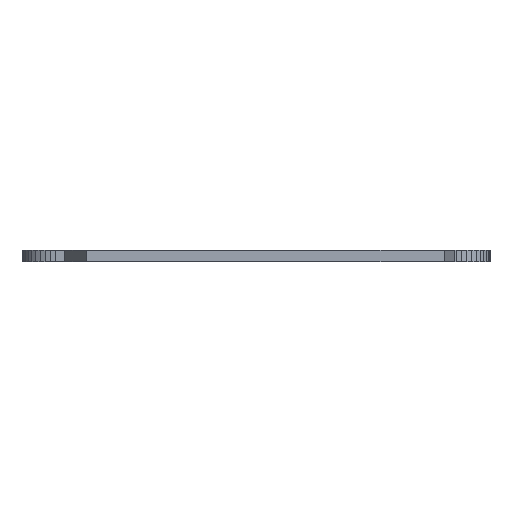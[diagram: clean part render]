
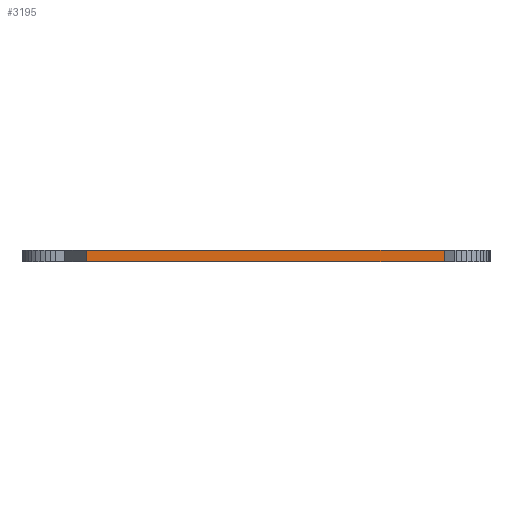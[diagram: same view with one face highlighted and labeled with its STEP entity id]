
A CAD part, left-side view. The second image highlights one B-rep face of the part: STEP entity #3195.
In plain terms, the highlighted planar face has unit normal (-1, 0, 0).
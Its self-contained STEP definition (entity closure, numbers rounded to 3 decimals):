
#90 = PLANE('',#91);
#91 = AXIS2_PLACEMENT_3D('',#92,#93,#94);
#92 = CARTESIAN_POINT('',(0.349,-0.089,0.55));
#93 = DIRECTION('',(-0.,-0.,-1.));
#94 = DIRECTION('',(-1.,0.,0.));
#144 = PLANE('',#145);
#145 = AXIS2_PLACEMENT_3D('',#146,#147,#148);
#146 = CARTESIAN_POINT('',(0.349,-0.089,0.));
#147 = DIRECTION('',(-0.,-0.,-1.));
#148 = DIRECTION('',(-1.,0.,0.));
#3087 = PLANE('',#3088);
#3088 = AXIS2_PLACEMENT_3D('',#3089,#3090,#3091);
#3089 = CARTESIAN_POINT('',(-64.603,-8.678,0.));
#3090 = DIRECTION('',(0.,-1.,0.));
#3091 = DIRECTION('',(-1.,0.,0.));
#3125 = VERTEX_POINT('',#3126);
#3126 = CARTESIAN_POINT('',(-74.783,-8.678,0.55));
#3147 = EDGE_CURVE('',#3148,#3125,#3150,.T.);
#3148 = VERTEX_POINT('',#3149);
#3149 = CARTESIAN_POINT('',(-74.783,-8.678,0.));
#3150 = SURFACE_CURVE('',#3151,(#3155,#3162),.PCURVE_S1.);
#3151 = LINE('',#3152,#3153);
#3152 = CARTESIAN_POINT('',(-74.783,-8.678,0.));
#3153 = VECTOR('',#3154,1.);
#3154 = DIRECTION('',(0.,0.,1.));
#3155 = PCURVE('',#3087,#3156);
#3156 = DEFINITIONAL_REPRESENTATION('',(#3157),#3161);
#3157 = LINE('',#3158,#3159);
#3158 = CARTESIAN_POINT('',(10.18,0.));
#3159 = VECTOR('',#3160,1.);
#3160 = DIRECTION('',(0.,-1.));
#3161 = ( GEOMETRIC_REPRESENTATION_CONTEXT(2) 
PARAMETRIC_REPRESENTATION_CONTEXT() REPRESENTATION_CONTEXT('2D SPACE',''
  ) );
#3162 = PCURVE('',#3163,#3168);
#3163 = PLANE('',#3164);
#3164 = AXIS2_PLACEMENT_3D('',#3165,#3166,#3167);
#3165 = CARTESIAN_POINT('',(-74.783,-8.678,0.));
#3166 = DIRECTION('',(-1.,0.,0.));
#3167 = DIRECTION('',(0.,1.,0.));
#3168 = DEFINITIONAL_REPRESENTATION('',(#3169),#3173);
#3169 = LINE('',#3170,#3171);
#3170 = CARTESIAN_POINT('',(0.,0.));
#3171 = VECTOR('',#3172,1.);
#3172 = DIRECTION('',(0.,-1.));
#3173 = ( GEOMETRIC_REPRESENTATION_CONTEXT(2) 
PARAMETRIC_REPRESENTATION_CONTEXT() REPRESENTATION_CONTEXT('2D SPACE',''
  ) );
#3195 = ADVANCED_FACE('',(#3196),#3163,.T.);
#3196 = FACE_BOUND('',#3197,.T.);
#3197 = EDGE_LOOP('',(#3198,#3199,#3222,#3250));
#3198 = ORIENTED_EDGE('',*,*,#3147,.T.);
#3199 = ORIENTED_EDGE('',*,*,#3200,.T.);
#3200 = EDGE_CURVE('',#3125,#3201,#3203,.T.);
#3201 = VERTEX_POINT('',#3202);
#3202 = CARTESIAN_POINT('',(-74.783,7.822,0.55));
#3203 = SURFACE_CURVE('',#3204,(#3208,#3215),.PCURVE_S1.);
#3204 = LINE('',#3205,#3206);
#3205 = CARTESIAN_POINT('',(-74.783,-8.678,0.55));
#3206 = VECTOR('',#3207,1.);
#3207 = DIRECTION('',(0.,1.,0.));
#3208 = PCURVE('',#3163,#3209);
#3209 = DEFINITIONAL_REPRESENTATION('',(#3210),#3214);
#3210 = LINE('',#3211,#3212);
#3211 = CARTESIAN_POINT('',(0.,-0.55));
#3212 = VECTOR('',#3213,1.);
#3213 = DIRECTION('',(1.,0.));
#3214 = ( GEOMETRIC_REPRESENTATION_CONTEXT(2) 
PARAMETRIC_REPRESENTATION_CONTEXT() REPRESENTATION_CONTEXT('2D SPACE',''
  ) );
#3215 = PCURVE('',#90,#3216);
#3216 = DEFINITIONAL_REPRESENTATION('',(#3217),#3221);
#3217 = LINE('',#3218,#3219);
#3218 = CARTESIAN_POINT('',(75.132,-8.59));
#3219 = VECTOR('',#3220,1.);
#3220 = DIRECTION('',(0.,1.));
#3221 = ( GEOMETRIC_REPRESENTATION_CONTEXT(2) 
PARAMETRIC_REPRESENTATION_CONTEXT() REPRESENTATION_CONTEXT('2D SPACE',''
  ) );
#3222 = ORIENTED_EDGE('',*,*,#3223,.F.);
#3223 = EDGE_CURVE('',#3224,#3201,#3226,.T.);
#3224 = VERTEX_POINT('',#3225);
#3225 = CARTESIAN_POINT('',(-74.783,7.822,0.));
#3226 = SURFACE_CURVE('',#3227,(#3231,#3238),.PCURVE_S1.);
#3227 = LINE('',#3228,#3229);
#3228 = CARTESIAN_POINT('',(-74.783,7.822,0.));
#3229 = VECTOR('',#3230,1.);
#3230 = DIRECTION('',(0.,0.,1.));
#3231 = PCURVE('',#3163,#3232);
#3232 = DEFINITIONAL_REPRESENTATION('',(#3233),#3237);
#3233 = LINE('',#3234,#3235);
#3234 = CARTESIAN_POINT('',(16.5,0.));
#3235 = VECTOR('',#3236,1.);
#3236 = DIRECTION('',(0.,-1.));
#3237 = ( GEOMETRIC_REPRESENTATION_CONTEXT(2) 
PARAMETRIC_REPRESENTATION_CONTEXT() REPRESENTATION_CONTEXT('2D SPACE',''
  ) );
#3238 = PCURVE('',#3239,#3244);
#3239 = PLANE('',#3240);
#3240 = AXIS2_PLACEMENT_3D('',#3241,#3242,#3243);
#3241 = CARTESIAN_POINT('',(-74.783,7.822,0.));
#3242 = DIRECTION('',(0.,1.,0.));
#3243 = DIRECTION('',(1.,0.,0.));
#3244 = DEFINITIONAL_REPRESENTATION('',(#3245),#3249);
#3245 = LINE('',#3246,#3247);
#3246 = CARTESIAN_POINT('',(0.,0.));
#3247 = VECTOR('',#3248,1.);
#3248 = DIRECTION('',(0.,-1.));
#3249 = ( GEOMETRIC_REPRESENTATION_CONTEXT(2) 
PARAMETRIC_REPRESENTATION_CONTEXT() REPRESENTATION_CONTEXT('2D SPACE',''
  ) );
#3250 = ORIENTED_EDGE('',*,*,#3251,.F.);
#3251 = EDGE_CURVE('',#3148,#3224,#3252,.T.);
#3252 = SURFACE_CURVE('',#3253,(#3257,#3264),.PCURVE_S1.);
#3253 = LINE('',#3254,#3255);
#3254 = CARTESIAN_POINT('',(-74.783,-8.678,0.));
#3255 = VECTOR('',#3256,1.);
#3256 = DIRECTION('',(0.,1.,0.));
#3257 = PCURVE('',#3163,#3258);
#3258 = DEFINITIONAL_REPRESENTATION('',(#3259),#3263);
#3259 = LINE('',#3260,#3261);
#3260 = CARTESIAN_POINT('',(0.,0.));
#3261 = VECTOR('',#3262,1.);
#3262 = DIRECTION('',(1.,0.));
#3263 = ( GEOMETRIC_REPRESENTATION_CONTEXT(2) 
PARAMETRIC_REPRESENTATION_CONTEXT() REPRESENTATION_CONTEXT('2D SPACE',''
  ) );
#3264 = PCURVE('',#144,#3265);
#3265 = DEFINITIONAL_REPRESENTATION('',(#3266),#3270);
#3266 = LINE('',#3267,#3268);
#3267 = CARTESIAN_POINT('',(75.132,-8.59));
#3268 = VECTOR('',#3269,1.);
#3269 = DIRECTION('',(0.,1.));
#3270 = ( GEOMETRIC_REPRESENTATION_CONTEXT(2) 
PARAMETRIC_REPRESENTATION_CONTEXT() REPRESENTATION_CONTEXT('2D SPACE',''
  ) );
